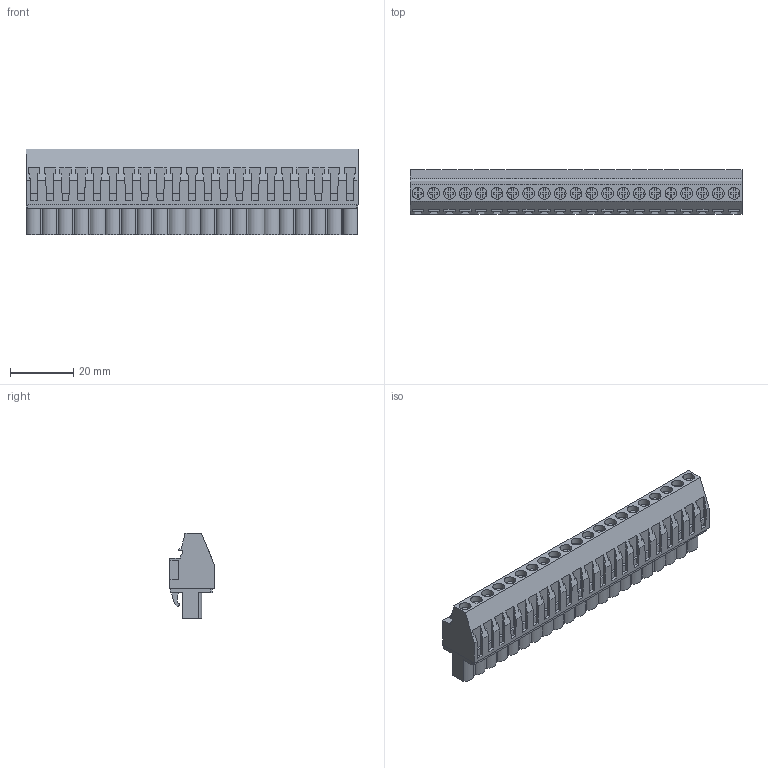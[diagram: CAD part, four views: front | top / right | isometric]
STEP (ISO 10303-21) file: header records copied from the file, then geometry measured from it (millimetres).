
FILE_DESCRIPTION(('CATIA V5 STEP Exchange','CAx-IF Rec.Pracs.--- Model Styling and Organization---1.2---2011-12-15'),'2;1');
FILE_NAME ('D1460407_0_1957830000_1957830000.stp','2017-09-20T12:59:50+00:00',('none'),('Weidmueller'),'CATIA Version 5-6 Release 2014','CATIA V5 STEP AP214','none');
FILE_SCHEMA(('AUTOMOTIVE_DESIGN { 1 0 10303 214 1 1 1 1 }'));
Length unit declared in the file: millimetre
Products named in the file (1): 1957830000
Bounding box: 105 x 14.05 x 27.2 mm (x, y, z)
Volume: 23915 mm3; surface area: 13657.8 mm2
Topology: 22 solids, 22 shells, 1310 faces, 3640 edges, 2459 vertices
Faces by surface type: plane 1113, cylinder 187, extrusion 10
Entity records: 38383 total; most frequent: ORIENTED_EDGE 7280, CARTESIAN_POINT 7033, DIRECTION 5058, EDGE_CURVE 3640, VECTOR 3162, LINE 3152, VERTEX_POINT 2459, EDGE_LOOP 1395
